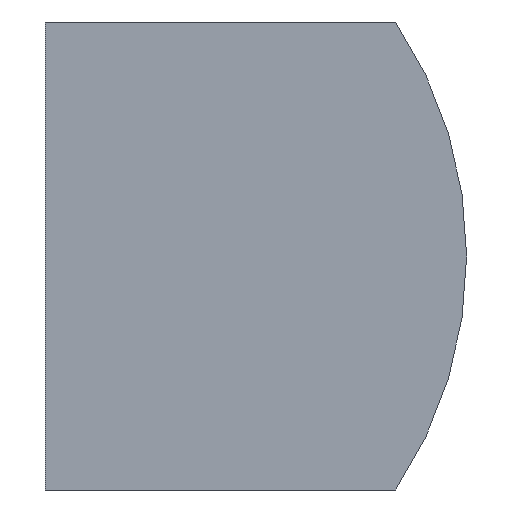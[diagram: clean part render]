
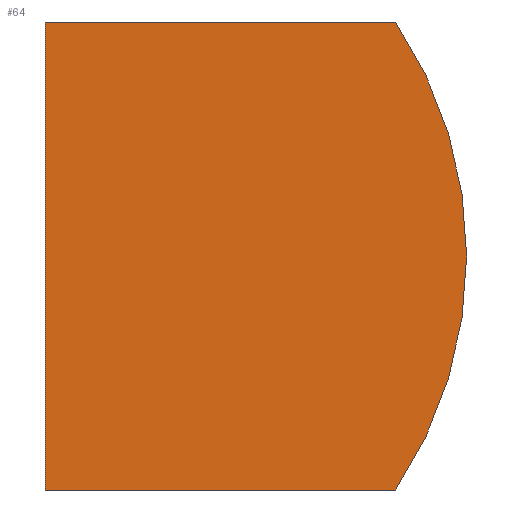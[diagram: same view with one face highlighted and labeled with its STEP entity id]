
A CAD part, top view. The second image highlights one B-rep face of the part: STEP entity #64.
In plain terms, the highlighted planar face has unit normal (0, 0, -1).
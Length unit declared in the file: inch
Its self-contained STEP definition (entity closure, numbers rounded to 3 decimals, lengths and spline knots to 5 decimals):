
#24=CARTESIAN_POINT('',(7.48331,0.,0.));
#25=VERTEX_POINT('',#24);
#26=CARTESIAN_POINT('',(7.48331,10.,0.));
#27=VERTEX_POINT('',#26);
#28=CARTESIAN_POINT('',(0.,5.,0.));
#29=DIRECTION('',(0.,0.,1.));
#30=DIRECTION('',(-1.,0.,0.));
#31=AXIS2_PLACEMENT_3D('',#28,#29,#30);
#32=CIRCLE('',#31,9.);
#33=EDGE_CURVE('',#25,#27,#32,.T.);
#34=ORIENTED_EDGE('',*,*,#33,.F.);
#35=CARTESIAN_POINT('',(0.,0.,0.));
#36=VERTEX_POINT('',#35);
#37=CARTESIAN_POINT('',(0.,0.,0.));
#38=DIRECTION('',(1.,0.,0.));
#39=VECTOR('',#38,1.);
#40=LINE('',#37,#39);
#41=EDGE_CURVE('',#36,#25,#40,.T.);
#42=ORIENTED_EDGE('',*,*,#41,.F.);
#43=CARTESIAN_POINT('',(0.,10.,0.));
#44=VERTEX_POINT('',#43);
#45=CARTESIAN_POINT('',(0.,10.,0.));
#46=DIRECTION('',(0.,-1.,0.));
#47=VECTOR('',#46,1.);
#48=LINE('',#45,#47);
#49=EDGE_CURVE('',#44,#36,#48,.T.);
#50=ORIENTED_EDGE('',*,*,#49,.F.);
#51=CARTESIAN_POINT('',(10.,10.,0.));
#52=DIRECTION('',(-1.,0.,0.));
#53=VECTOR('',#52,1.);
#54=LINE('',#51,#53);
#55=EDGE_CURVE('',#27,#44,#54,.T.);
#56=ORIENTED_EDGE('',*,*,#55,.F.);
#57=EDGE_LOOP('',(#34,#42,#50,#56));
#58=FACE_OUTER_BOUND('',#57,.T.);
#59=CARTESIAN_POINT('',(0.,0.,0.));
#60=DIRECTION('',(0.,0.,1.));
#61=DIRECTION('',(-1.,0.,0.));
#62=AXIS2_PLACEMENT_3D('',#59,#60,#61);
#63=PLANE('',#62);
#64=ADVANCED_FACE('',(#58),#63,.F.);
